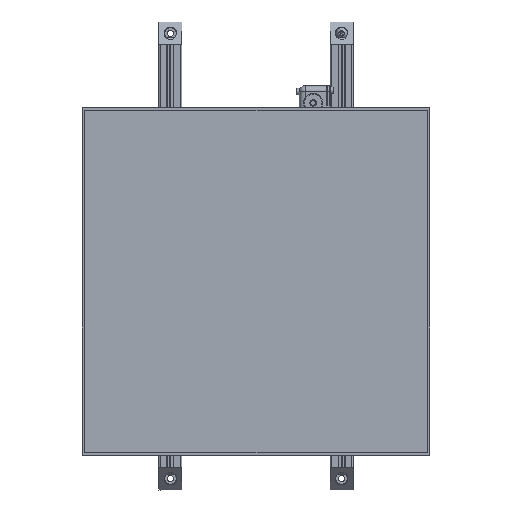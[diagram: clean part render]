
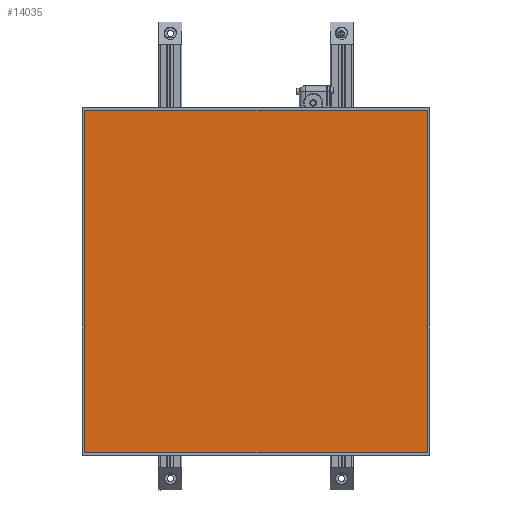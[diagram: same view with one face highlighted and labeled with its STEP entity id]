
A CAD part, top view. The second image highlights one B-rep face of the part: STEP entity #14035.
In plain terms, the highlighted planar face has unit normal (0, 0, 1).
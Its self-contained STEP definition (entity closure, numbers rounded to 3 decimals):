
#826=PLANE('',#15163);
#1680=FACE_OUTER_BOUND('',#2515,.T.);
#2515=EDGE_LOOP('',(#10625,#10626,#10627,#10628));
#4164=LINE('',#26320,#5259);
#4167=LINE('',#26326,#5262);
#4170=LINE('',#26332,#5265);
#4173=LINE('',#26336,#5268);
#5259=VECTOR('',#17133,10.);
#5262=VECTOR('',#17138,10.);
#5265=VECTOR('',#17143,10.);
#5268=VECTOR('',#17148,10.);
#6389=VERTEX_POINT('',#26317);
#6390=VERTEX_POINT('',#26319);
#6392=VERTEX_POINT('',#26325);
#6394=VERTEX_POINT('',#26331);
#7950=EDGE_CURVE('',#6390,#6389,#4164,.T.);
#7953=EDGE_CURVE('',#6392,#6390,#4167,.T.);
#7956=EDGE_CURVE('',#6394,#6392,#4170,.T.);
#7959=EDGE_CURVE('',#6389,#6394,#4173,.T.);
#10625=ORIENTED_EDGE('',*,*,#7959,.T.);
#10626=ORIENTED_EDGE('',*,*,#7956,.T.);
#10627=ORIENTED_EDGE('',*,*,#7953,.T.);
#10628=ORIENTED_EDGE('',*,*,#7950,.T.);
#14035=ADVANCED_FACE('',(#1680),#826,.T.);
#15163=AXIS2_PLACEMENT_3D('',#26337,#17149,#17150);
#17133=DIRECTION('',(0.,1.,0.));
#17138=DIRECTION('',(1.,0.,0.));
#17143=DIRECTION('',(0.,-1.,0.));
#17148=DIRECTION('',(-1.,0.,0.));
#17149=DIRECTION('center_axis',(0.,0.,
1.));
#17150=DIRECTION('ref_axis',(0.,1.,0.));
#26317=CARTESIAN_POINT('',(277.,277.,10.256));
#26319=CARTESIAN_POINT('',(277.,-23.,10.256));
#26320=CARTESIAN_POINT('',(277.,277.,10.256));
#26325=CARTESIAN_POINT('',(-23.,-23.,10.256));
#26326=CARTESIAN_POINT('',(277.,-23.,10.256));
#26331=CARTESIAN_POINT('',(-23.,277.,10.256));
#26332=CARTESIAN_POINT('',(-23.,-23.,10.256));
#26336=CARTESIAN_POINT('',(-23.,277.,10.256));
#26337=CARTESIAN_POINT('Origin',(127.,127.,10.256));
